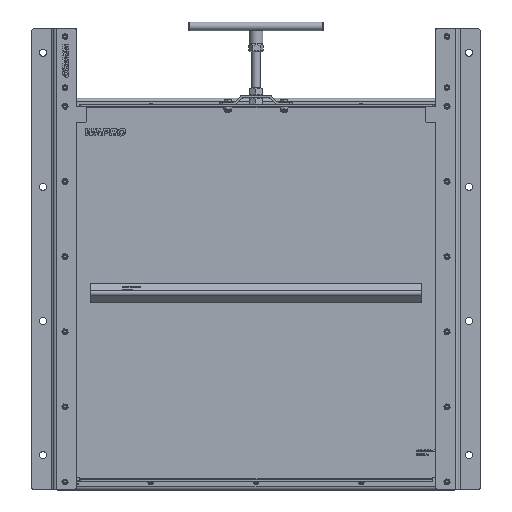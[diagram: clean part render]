
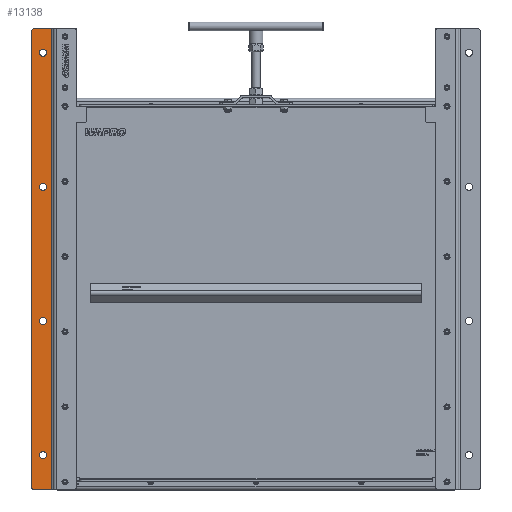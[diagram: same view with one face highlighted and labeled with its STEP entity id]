
A CAD part, top view. The second image highlights one B-rep face of the part: STEP entity #13138.
In plain terms, the highlighted planar face has unit normal (0, 0, 1).
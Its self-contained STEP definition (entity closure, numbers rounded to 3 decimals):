
#406 = VERTEX_POINT ( 'NONE', #39367 ) ;
#1414 = ORIENTED_EDGE ( 'NONE', *, *, #13721, .F. ) ;
#2718 = DIRECTION ( 'NONE',  ( -1., 0., 0. ) ) ;
#3272 = LINE ( 'NONE', #16167, #6061 ) ;
#3578 = DIRECTION ( 'NONE',  ( 0., 0., 1. ) ) ;
#3719 = FACE_BOUND ( 'NONE', #23995, .T. ) ;
#3814 = EDGE_CURVE ( 'NONE', #13213, #37209, #41208, .T. ) ;
#4614 = ORIENTED_EDGE ( 'NONE', *, *, #31585, .T. ) ;
#4695 = CARTESIAN_POINT ( 'NONE',  ( -390.5, -300., 3. ) ) ;
#5295 = EDGE_LOOP ( 'NONE', ( #1414 ) ) ;
#5669 = ORIENTED_EDGE ( 'NONE', *, *, #14151, .T. ) ;
#6061 = VECTOR ( 'NONE', #13583, 1000. ) ;
#6672 = EDGE_CURVE ( 'NONE', #14007, #14007, #21773, .T. ) ;
#6755 = CIRCLE ( 'NONE', #24351, 5. ) ;
#7460 = CIRCLE ( 'NONE', #31115, 6.5 ) ;
#7880 = VECTOR ( 'NONE', #19202, 1000. ) ;
#8366 = CARTESIAN_POINT ( 'NONE',  ( -381., 495., 3. ) ) ;
#9076 = CARTESIAN_POINT ( 'NONE',  ( -378., -365., 3. ) ) ;
#9290 = VERTEX_POINT ( 'NONE', #39615 ) ;
#9431 = AXIS2_PLACEMENT_3D ( 'NONE', #27812, #24648, #11508 ) ;
#9617 = CARTESIAN_POINT ( 'NONE',  ( -397., -300., 3. ) ) ;
#9757 = DIRECTION ( 'NONE',  ( 0., 0., 1. ) ) ;
#10343 = DIRECTION ( 'NONE',  ( -1., 0., 0. ) ) ;
#10995 = CARTESIAN_POINT ( 'NONE',  ( -390.5, 450., 3. ) ) ;
#11508 = DIRECTION ( 'NONE',  ( 1., 0., 0. ) ) ;
#12259 = AXIS2_PLACEMENT_3D ( 'NONE', #9617, #15957, #35241 ) ;
#13138 = ADVANCED_FACE ( 'NONE', ( #16422, #22016, #32724, #3719, #41053 ), #29324, .F. ) ;
#13213 = VERTEX_POINT ( 'NONE', #39704 ) ;
#13397 = CARTESIAN_POINT ( 'NONE',  ( -418., -365., 3. ) ) ;
#13467 = DIRECTION ( 'NONE',  ( -1., 0., 0. ) ) ;
#13549 = AXIS2_PLACEMENT_3D ( 'NONE', #16616, #29535, #13467 ) ;
#13583 = DIRECTION ( 'NONE',  ( -1., 0., 0. ) ) ;
#13713 = ORIENTED_EDGE ( 'NONE', *, *, #35850, .F. ) ;
#13721 = EDGE_CURVE ( 'NONE', #406, #406, #35800, .T. ) ;
#14007 = VERTEX_POINT ( 'NONE', #4695 ) ;
#14151 = EDGE_CURVE ( 'NONE', #22592, #9290, #6755, .T. ) ;
#14456 = ORIENTED_EDGE ( 'NONE', *, *, #28965, .T. ) ;
#14497 = EDGE_LOOP ( 'NONE', ( #17505 ) ) ;
#15957 = DIRECTION ( 'NONE',  ( 0., 0., 1. ) ) ;
#16167 = CARTESIAN_POINT ( 'NONE',  ( -378., 495., 3. ) ) ;
#16422 = FACE_BOUND ( 'NONE', #14497, .T. ) ;
#16616 = CARTESIAN_POINT ( 'NONE',  ( -378., -365., 3. ) ) ;
#16830 = CIRCLE ( 'NONE', #9431, 6.5 ) ;
#17186 = ORIENTED_EDGE ( 'NONE', *, *, #19855, .F. ) ;
#17505 = ORIENTED_EDGE ( 'NONE', *, *, #6672, .F. ) ;
#17726 = DIRECTION ( 'NONE',  ( -1., 0., 0. ) ) ;
#17761 = CARTESIAN_POINT ( 'NONE',  ( -390.5, -50., 3. ) ) ;
#18366 = CARTESIAN_POINT ( 'NONE',  ( -413., -360., 3. ) ) ;
#18897 = DIRECTION ( 'NONE',  ( 1., 0., 0. ) ) ;
#19202 = DIRECTION ( 'NONE',  ( 0., 1., 0. ) ) ;
#19523 = EDGE_CURVE ( 'NONE', #24135, #24135, #7460, .T. ) ;
#19855 = EDGE_CURVE ( 'NONE', #27084, #27084, #16830, .T. ) ;
#20537 = ORIENTED_EDGE ( 'NONE', *, *, #3814, .T. ) ;
#21179 = EDGE_LOOP ( 'NONE', ( #17186 ) ) ;
#21773 = CIRCLE ( 'NONE', #12259, 6.5 ) ;
#22016 = FACE_BOUND ( 'NONE', #21179, .T. ) ;
#22514 = CARTESIAN_POINT ( 'NONE',  ( -397., 450., 3. ) ) ;
#22592 = VERTEX_POINT ( 'NONE', #22598 ) ;
#22598 = CARTESIAN_POINT ( 'NONE',  ( -418., -360., 3. ) ) ;
#23687 = AXIS2_PLACEMENT_3D ( 'NONE', #41319, #9757, #18897 ) ;
#23995 = EDGE_LOOP ( 'NONE', ( #26829 ) ) ;
#24135 = VERTEX_POINT ( 'NONE', #10995 ) ;
#24351 = AXIS2_PLACEMENT_3D ( 'NONE', #18366, #33833, #17726 ) ;
#24648 = DIRECTION ( 'NONE',  ( 0., 0., 1. ) ) ;
#25184 = LINE ( 'NONE', #9076, #38611 ) ;
#25551 = CARTESIAN_POINT ( 'NONE',  ( -381., 495., 3. ) ) ;
#25682 = DIRECTION ( 'NONE',  ( 0., 0., 1. ) ) ;
#26443 = CARTESIAN_POINT ( 'NONE',  ( -413., 490., 3. ) ) ;
#26829 = ORIENTED_EDGE ( 'NONE', *, *, #19523, .F. ) ;
#27084 = VERTEX_POINT ( 'NONE', #17761 ) ;
#27812 = CARTESIAN_POINT ( 'NONE',  ( -397., -50., 3. ) ) ;
#28965 = EDGE_CURVE ( 'NONE', #37710, #39839, #40993, .T. ) ;
#29052 = LINE ( 'NONE', #13397, #33616 ) ;
#29324 = PLANE ( 'NONE',  #13549 ) ;
#29412 = EDGE_CURVE ( 'NONE', #22592, #37209, #29052, .T. ) ;
#29535 = DIRECTION ( 'NONE',  ( 0., 0., -1. ) ) ;
#31115 = AXIS2_PLACEMENT_3D ( 'NONE', #22514, #25682, #38600 ) ;
#31585 = EDGE_CURVE ( 'NONE', #39839, #13213, #3272, .T. ) ;
#32724 = FACE_BOUND ( 'NONE', #5295, .T. ) ;
#33616 = VECTOR ( 'NONE', #39630, 1000. ) ;
#33833 = DIRECTION ( 'NONE',  ( 0., 0., 1. ) ) ;
#33858 = ORIENTED_EDGE ( 'NONE', *, *, #29412, .F. ) ;
#35241 = DIRECTION ( 'NONE',  ( 1., 0., 0. ) ) ;
#35792 = AXIS2_PLACEMENT_3D ( 'NONE', #26443, #3578, #10343 ) ;
#35800 = CIRCLE ( 'NONE', #23687, 6.5 ) ;
#35850 = EDGE_CURVE ( 'NONE', #37710, #9290, #25184, .T. ) ;
#37209 = VERTEX_POINT ( 'NONE', #37763 ) ;
#37710 = VERTEX_POINT ( 'NONE', #39163 ) ;
#37763 = CARTESIAN_POINT ( 'NONE',  ( -418., 490., 3. ) ) ;
#38600 = DIRECTION ( 'NONE',  ( 1., 0., 0. ) ) ;
#38611 = VECTOR ( 'NONE', #2718, 1000. ) ;
#38990 = EDGE_LOOP ( 'NONE', ( #4614, #20537, #33858, #5669, #13713, #14456 ) ) ;
#39163 = CARTESIAN_POINT ( 'NONE',  ( -381., -365., 3. ) ) ;
#39367 = CARTESIAN_POINT ( 'NONE',  ( -390.5, 200., 3. ) ) ;
#39615 = CARTESIAN_POINT ( 'NONE',  ( -413., -365., 3. ) ) ;
#39630 = DIRECTION ( 'NONE',  ( 0., 1., 0. ) ) ;
#39704 = CARTESIAN_POINT ( 'NONE',  ( -413., 495., 3. ) ) ;
#39839 = VERTEX_POINT ( 'NONE', #8366 ) ;
#40993 = LINE ( 'NONE', #25551, #7880 ) ;
#41053 = FACE_OUTER_BOUND ( 'NONE', #38990, .T. ) ;
#41208 = CIRCLE ( 'NONE', #35792, 5. ) ;
#41319 = CARTESIAN_POINT ( 'NONE',  ( -397., 200., 3. ) ) ;
